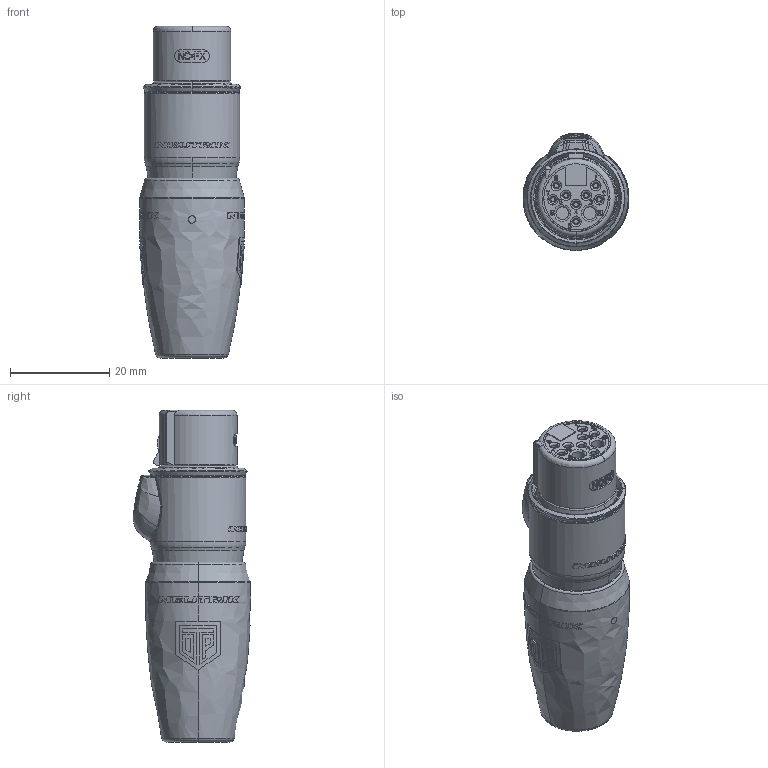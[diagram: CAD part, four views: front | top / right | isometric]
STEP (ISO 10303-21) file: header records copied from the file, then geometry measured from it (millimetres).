
FILE_DESCRIPTION((''),'2;1');
FILE_NAME('30009720','2023-11-07T13:59:00',('SYSTEM'),(''),'CREO PARAMETRIC BY PTC INC, 2021184','CREO PARAMETRIC BY PTC INC, 2021184','');
FILE_SCHEMA(('CONFIG_CONTROL_DESIGN'));
Products named in the file (1): 30009720
Bounding box: 21.4 x 23.75 x 67.04 mm (x, y, z)
Volume: 18470.7 mm3; surface area: 4899.1 mm2
Topology: 1 solids, 1 shells, 1218 faces, 3259 edges, 2112 vertices
Faces by surface type: plane 700, bspline 337, cylinder 75, cone 52, torus 43, extrusion 10, sphere 1
Entity records: 53034 total; most frequent: CARTESIAN_POINT 25129, ORIENTED_EDGE 6516, DIRECTION 4662, EDGE_CURVE 3258, VERTEX_POINT 2112, VECTOR 1726, LINE 1716, AXIS2_PLACEMENT_3D 1468
